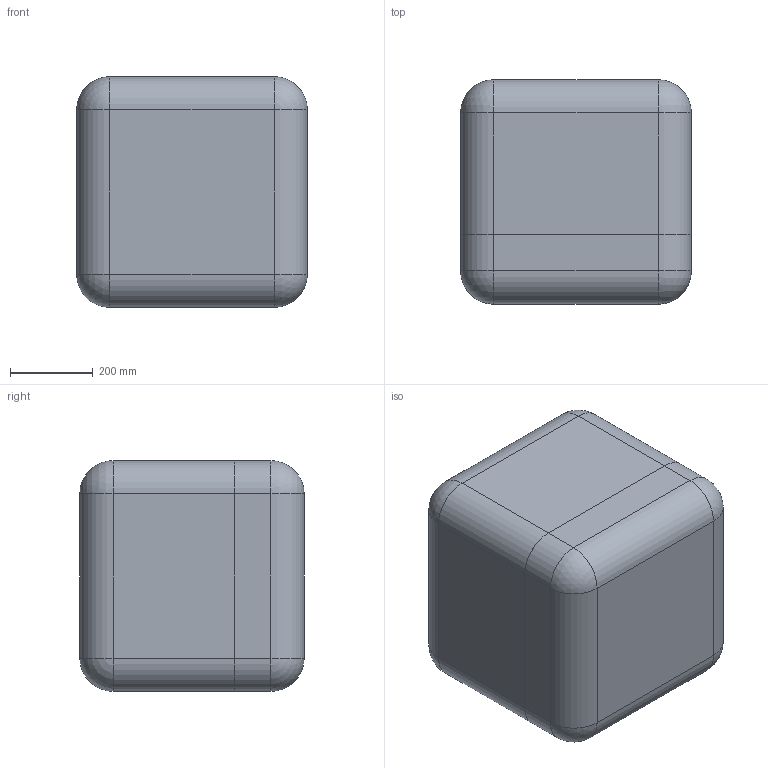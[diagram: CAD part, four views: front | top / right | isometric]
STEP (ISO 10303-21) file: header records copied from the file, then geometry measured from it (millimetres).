
FILE_DESCRIPTION (( 'STEP AP214' ), '1' );
FILE_NAME ('Êîíòåéíåð ÀÄÌÈÐÀË®ÏÐÎÔÅÑÑÈÎÍÀË 021_óïðîùåííàÿ 3D-ìîäåëü.STEP', '2025-08-21T08:57:55', ( '' ), ( '' ), 'SwSTEP 2.0', 'SolidWorks 2021', '' );
FILE_SCHEMA (( 'AUTOMOTIVE_DESIGN' ));
Length unit declared in the file: millimetre
Products named in the file (3): Base 21 óïð; Top 21 óïð; Êîíòåéíåð ÀÄÌÈÐÀË®ÏÐÎÔÅÑÑÈÎÍÀË 021_óïðîùåííàÿ 3D-ìîäåëü
Assembly tree (2 placements, depth 2):
  Êîíòåéíåð ÀÄÌÈÐÀË®ÏÐÎÔÅÑÑÈÎÍÀË 021_óïðîùåííàÿ 3D-ìîäåëü
    Base 21 óïð
    Top 21 óïð
Bounding box: 556.73 x 541.12 x 556.73 mm (x, y, z)
Volume: 71862981 mm3; surface area: 3533755.1 mm2
Topology: 2 solids, 2 shells, 922 faces, 2268 edges, 1304 vertices
Faces by surface type: cylinder 380, plane 182, bspline 176, torus 132, cone 28, sphere 24
Entity records: 35090 total; most frequent: CARTESIAN_POINT 14555, ORIENTED_EDGE 4432, DIRECTION 4238, EDGE_CURVE 2216, AXIS2_PLACEMENT_3D 1681, VERTEX_POINT 1304, EDGE_LOOP 932, CIRCLE 930
